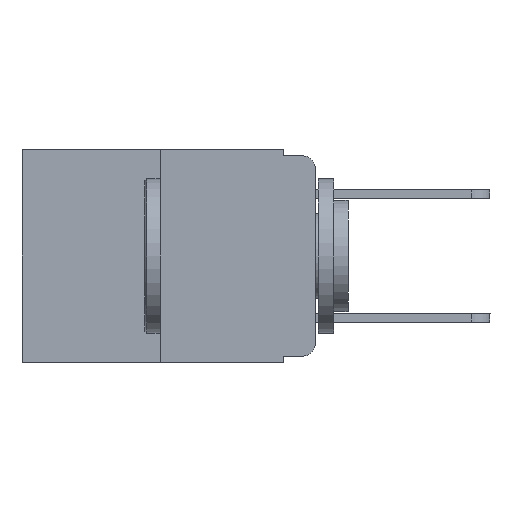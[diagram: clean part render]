
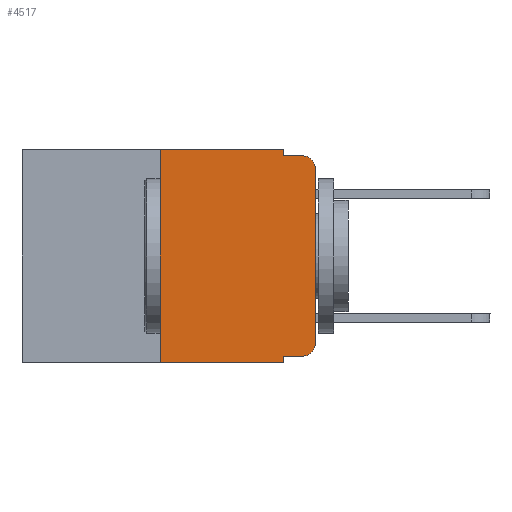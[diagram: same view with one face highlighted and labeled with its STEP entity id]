
A CAD part, left-side view. The second image highlights one B-rep face of the part: STEP entity #4517.
In plain terms, the highlighted planar face has unit normal (-1, 0, 0).
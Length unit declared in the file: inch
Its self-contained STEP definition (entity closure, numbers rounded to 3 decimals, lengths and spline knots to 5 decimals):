
#150 = DIRECTION ( 'NONE',  ( 0., 0., -1. ) ) ;
#1122 = CARTESIAN_POINT ( 'NONE',  ( 0., 0.02, -0.03 ) ) ;
#1332 = DIRECTION ( 'NONE',  ( 0., 0., 1. ) ) ;
#1389 = VERTEX_POINT ( 'NONE', #3958 ) ;
#1596 = EDGE_CURVE ( 'NONE', #12196, #1389, #7085, .T. ) ;
#1716 = PLANE ( 'NONE',  #9367 ) ;
#1743 = EDGE_CURVE ( 'NONE', #7441, #7992, #3731, .T. ) ;
#1879 = ORIENTED_EDGE ( 'NONE', *, *, #1743, .F. ) ;
#1979 = ORIENTED_EDGE ( 'NONE', *, *, #11971, .T. ) ;
#2040 = VERTEX_POINT ( 'NONE', #5964 ) ;
#2096 = CARTESIAN_POINT ( 'NONE',  ( 0., 0.02, -0.01 ) ) ;
#2172 = CIRCLE ( 'NONE', #5988, 0.02 ) ;
#2433 = EDGE_CURVE ( 'NONE', #6413, #9969, #5155, .T. ) ;
#2507 = DIRECTION ( 'NONE',  ( 0., 0., -1. ) ) ;
#2797 = VECTOR ( 'NONE', #10483, 39.37008 ) ;
#2833 = CARTESIAN_POINT ( 'NONE',  ( 0., 0.051, -0.333 ) ) ;
#3001 = VERTEX_POINT ( 'NONE', #5507 ) ;
#3178 = DIRECTION ( 'NONE',  ( -1., 0., 0. ) ) ;
#3404 = CARTESIAN_POINT ( 'NONE',  ( 0., 0.02, -0.313 ) ) ;
#3551 = DIRECTION ( 'NONE',  ( 0., -1., 0. ) ) ;
#3646 = CARTESIAN_POINT ( 'NONE',  ( 0., 0.051, -0.01 ) ) ;
#3731 = LINE ( 'NONE', #12584, #10531 ) ;
#3772 = VECTOR ( 'NONE', #3551, 39.37008 ) ;
#3958 = CARTESIAN_POINT ( 'NONE',  ( 0., 0.02, -0.333 ) ) ;
#3966 = CARTESIAN_POINT ( 'NONE',  ( 0., 0.25, 0. ) ) ;
#4382 = CARTESIAN_POINT ( 'NONE',  ( 0., 0.051, -0.01 ) ) ;
#4517 = ADVANCED_FACE ( 'NONE', ( #8461 ), #1716, .F. ) ;
#4529 = DIRECTION ( 'NONE',  ( 0., -1., 0. ) ) ;
#4721 = AXIS2_PLACEMENT_3D ( 'NONE', #1122, #3178, #150 ) ;
#5155 = LINE ( 'NONE', #8467, #10671 ) ;
#5273 = ORIENTED_EDGE ( 'NONE', *, *, #9980, .T. ) ;
#5507 = CARTESIAN_POINT ( 'NONE',  ( 0., 0., -0.03 ) ) ;
#5555 = ORIENTED_EDGE ( 'NONE', *, *, #2433, .F. ) ;
#5623 = DIRECTION ( 'NONE',  ( 0., 0., 1. ) ) ;
#5731 = DIRECTION ( 'NONE',  ( 0., 0., -1. ) ) ;
#5964 = CARTESIAN_POINT ( 'NONE',  ( 0., 0., -0.313 ) ) ;
#5988 = AXIS2_PLACEMENT_3D ( 'NONE', #3404, #8432, #2507 ) ;
#6169 = EDGE_CURVE ( 'NONE', #7992, #6807, #9017, .T. ) ;
#6413 = VERTEX_POINT ( 'NONE', #8353 ) ;
#6414 = CARTESIAN_POINT ( 'NONE',  ( 0., 0.051, -0.333 ) ) ;
#6547 = DIRECTION ( 'NONE',  ( 0., 0., -1. ) ) ;
#6554 = EDGE_CURVE ( 'NONE', #1389, #2040, #2172, .T. ) ;
#6807 = VERTEX_POINT ( 'NONE', #2096 ) ;
#7085 = LINE ( 'NONE', #6414, #8043 ) ;
#7107 = ORIENTED_EDGE ( 'NONE', *, *, #6169, .F. ) ;
#7441 = VERTEX_POINT ( 'NONE', #8449 ) ;
#7592 = VECTOR ( 'NONE', #5731, 39.37008 ) ;
#7788 = EDGE_LOOP ( 'NONE', ( #12781, #5273, #7107, #1879, #8805, #5555, #1979, #8769, #7971, #10120 ) ) ;
#7971 = ORIENTED_EDGE ( 'NONE', *, *, #1596, .T. ) ;
#7992 = VERTEX_POINT ( 'NONE', #3646 ) ;
#8043 = VECTOR ( 'NONE', #9340, 39.37008 ) ;
#8093 = EDGE_CURVE ( 'NONE', #9969, #7441, #9602, .T. ) ;
#8353 = CARTESIAN_POINT ( 'NONE',  ( 0., 0.25, -0.343 ) ) ;
#8432 = DIRECTION ( 'NONE',  ( -1., 0., 0. ) ) ;
#8449 = CARTESIAN_POINT ( 'NONE',  ( 0., 0.051, 0. ) ) ;
#8461 = FACE_OUTER_BOUND ( 'NONE', #7788, .T. ) ;
#8467 = CARTESIAN_POINT ( 'NONE',  ( 0., 0.25, 0. ) ) ;
#8698 = CARTESIAN_POINT ( 'NONE',  ( 0., 0.473, 0. ) ) ;
#8769 = ORIENTED_EDGE ( 'NONE', *, *, #12095, .F. ) ;
#8795 = LINE ( 'NONE', #9637, #10186 ) ;
#8805 = ORIENTED_EDGE ( 'NONE', *, *, #8093, .F. ) ;
#8865 = LINE ( 'NONE', #11638, #3772 ) ;
#9017 = LINE ( 'NONE', #4382, #11195 ) ;
#9310 = EDGE_CURVE ( 'NONE', #2040, #3001, #8795, .T. ) ;
#9340 = DIRECTION ( 'NONE',  ( 0., -1., 0. ) ) ;
#9367 = AXIS2_PLACEMENT_3D ( 'NONE', #8698, #11813, #12818 ) ;
#9602 = LINE ( 'NONE', #11379, #2797 ) ;
#9637 = CARTESIAN_POINT ( 'NONE',  ( 0., 0., 0. ) ) ;
#9969 = VERTEX_POINT ( 'NONE', #3966 ) ;
#9980 = EDGE_CURVE ( 'NONE', #3001, #6807, #12697, .T. ) ;
#10120 = ORIENTED_EDGE ( 'NONE', *, *, #6554, .T. ) ;
#10186 = VECTOR ( 'NONE', #1332, 39.37008 ) ;
#10256 = LINE ( 'NONE', #10783, #7592 ) ;
#10483 = DIRECTION ( 'NONE',  ( 0., -1., 0. ) ) ;
#10531 = VECTOR ( 'NONE', #6547, 39.37008 ) ;
#10671 = VECTOR ( 'NONE', #5623, 39.37008 ) ;
#10783 = CARTESIAN_POINT ( 'NONE',  ( 0., 0.051, 0. ) ) ;
#11195 = VECTOR ( 'NONE', #4529, 39.37008 ) ;
#11379 = CARTESIAN_POINT ( 'NONE',  ( 0., 0.473, 0. ) ) ;
#11638 = CARTESIAN_POINT ( 'NONE',  ( 0., 0.473, -0.343 ) ) ;
#11813 = DIRECTION ( 'NONE',  ( 1., 0., 0. ) ) ;
#11971 = EDGE_CURVE ( 'NONE', #6413, #12942, #8865, .T. ) ;
#12095 = EDGE_CURVE ( 'NONE', #12196, #12942, #10256, .T. ) ;
#12196 = VERTEX_POINT ( 'NONE', #2833 ) ;
#12584 = CARTESIAN_POINT ( 'NONE',  ( 0., 0.051, 0. ) ) ;
#12697 = CIRCLE ( 'NONE', #4721, 0.02 ) ;
#12781 = ORIENTED_EDGE ( 'NONE', *, *, #9310, .T. ) ;
#12792 = CARTESIAN_POINT ( 'NONE',  ( 0., 0.051, -0.343 ) ) ;
#12818 = DIRECTION ( 'NONE',  ( 0., 0., -1. ) ) ;
#12942 = VERTEX_POINT ( 'NONE', #12792 ) ;
